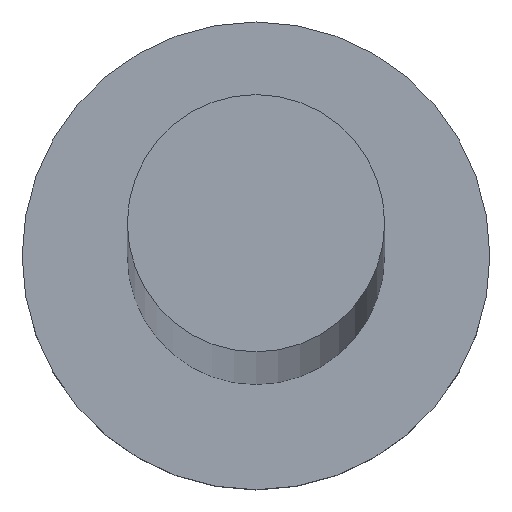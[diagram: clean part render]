
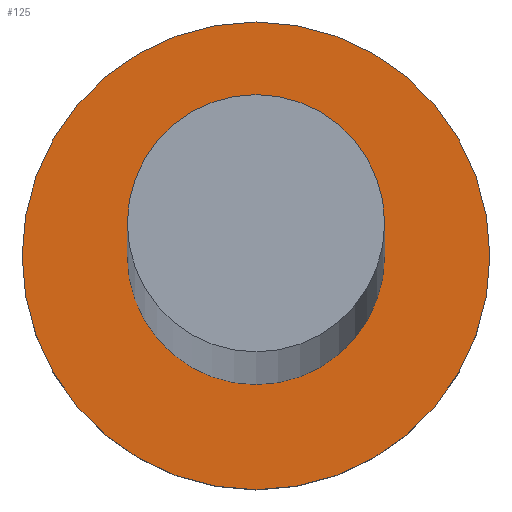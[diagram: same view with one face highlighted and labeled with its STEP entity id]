
A CAD part, top view. The second image highlights one B-rep face of the part: STEP entity #125.
In plain terms, the highlighted planar face has unit normal (0, 0, 1).
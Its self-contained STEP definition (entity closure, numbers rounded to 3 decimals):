
#1 = AXIS2_PLACEMENT_3D ( 'NONE', #39, #144, #255 ) ;
#4 = ORIENTED_EDGE ( 'NONE', *, *, #71, .F. ) ;
#6 = VERTEX_POINT ( 'NONE', #171 ) ;
#8 = CIRCLE ( 'NONE', #157, 2.75 ) ;
#11 = CIRCLE ( 'NONE', #1, 5. ) ;
#12 = DIRECTION ( 'NONE',  ( 0., 0., 1. ) ) ;
#14 = CARTESIAN_POINT ( 'NONE',  ( 0., 0., 3. ) ) ;
#29 = FACE_BOUND ( 'NONE', #184, .T. ) ;
#34 = DIRECTION ( 'NONE',  ( 1., 0., 0. ) ) ;
#39 = CARTESIAN_POINT ( 'NONE',  ( 0., 0., 3. ) ) ;
#45 = EDGE_CURVE ( 'NONE', #239, #83, #170, .T. ) ;
#52 = CARTESIAN_POINT ( 'NONE',  ( -5., 0., 3. ) ) ;
#53 = AXIS2_PLACEMENT_3D ( 'NONE', #114, #115, #34 ) ;
#62 = ORIENTED_EDGE ( 'NONE', *, *, #243, .T. ) ;
#64 = CIRCLE ( 'NONE', #69, 5. ) ;
#69 = AXIS2_PLACEMENT_3D ( 'NONE', #139, #12, #175 ) ;
#70 = VERTEX_POINT ( 'NONE', #52 ) ;
#71 = EDGE_CURVE ( 'NONE', #83, #239, #8, .T. ) ;
#74 = CARTESIAN_POINT ( 'NONE',  ( 2.75, 0., 3. ) ) ;
#77 = PLANE ( 'NONE',  #53 ) ;
#83 = VERTEX_POINT ( 'NONE', #74 ) ;
#84 = ORIENTED_EDGE ( 'NONE', *, *, #178, .T. ) ;
#109 = ORIENTED_EDGE ( 'NONE', *, *, #45, .F. ) ;
#114 = CARTESIAN_POINT ( 'NONE',  ( 0., 0., 3. ) ) ;
#115 = DIRECTION ( 'NONE',  ( 0., 0., 1. ) ) ;
#125 = ADVANCED_FACE ( 'NONE', ( #29, #196 ), #77, .T. ) ;
#129 = EDGE_LOOP ( 'NONE', ( #84, #62 ) ) ;
#134 = DIRECTION ( 'NONE',  ( 1., 0., 0. ) ) ;
#139 = CARTESIAN_POINT ( 'NONE',  ( 0., 0., 3. ) ) ;
#144 = DIRECTION ( 'NONE',  ( 0., 0., 1. ) ) ;
#157 = AXIS2_PLACEMENT_3D ( 'NONE', #228, #248, #192 ) ;
#170 = CIRCLE ( 'NONE', #200, 2.75 ) ;
#171 = CARTESIAN_POINT ( 'NONE',  ( 5., 0., 3. ) ) ;
#175 = DIRECTION ( 'NONE',  ( 1., 0., 0. ) ) ;
#178 = EDGE_CURVE ( 'NONE', #70, #6, #64, .T. ) ;
#184 = EDGE_LOOP ( 'NONE', ( #109, #4 ) ) ;
#192 = DIRECTION ( 'NONE',  ( 1., 0., 0. ) ) ;
#196 = FACE_OUTER_BOUND ( 'NONE', #129, .T. ) ;
#200 = AXIS2_PLACEMENT_3D ( 'NONE', #14, #249, #134 ) ;
#218 = CARTESIAN_POINT ( 'NONE',  ( -2.75, 0., 3. ) ) ;
#228 = CARTESIAN_POINT ( 'NONE',  ( 0., 0., 3. ) ) ;
#239 = VERTEX_POINT ( 'NONE', #218 ) ;
#243 = EDGE_CURVE ( 'NONE', #6, #70, #11, .T. ) ;
#248 = DIRECTION ( 'NONE',  ( 0., 0., 1. ) ) ;
#249 = DIRECTION ( 'NONE',  ( 0., 0., 1. ) ) ;
#255 = DIRECTION ( 'NONE',  ( 1., 0., 0. ) ) ;
